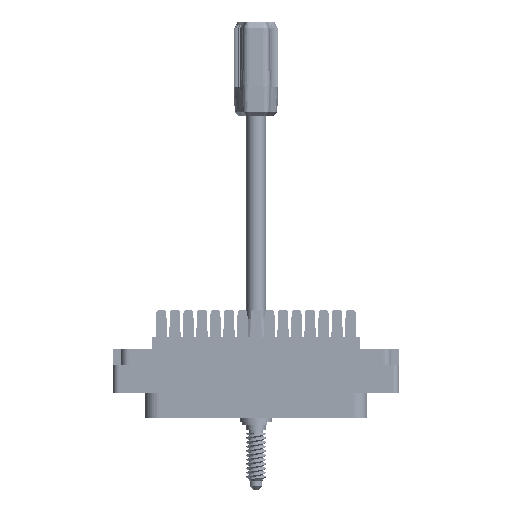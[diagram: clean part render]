
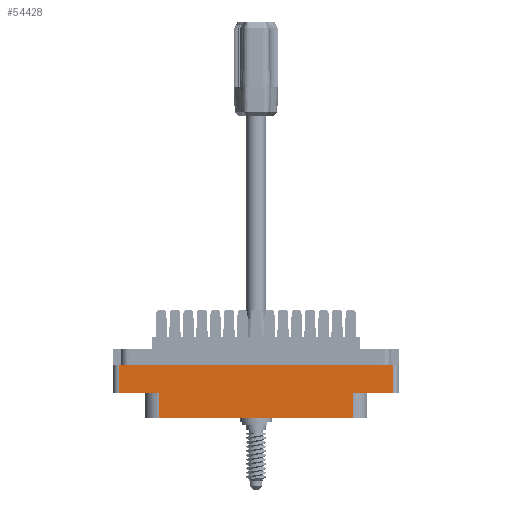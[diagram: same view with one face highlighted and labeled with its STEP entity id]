
A CAD part, front view. The second image highlights one B-rep face of the part: STEP entity #54428.
In plain terms, the highlighted planar face has unit normal (0, -1, 0).
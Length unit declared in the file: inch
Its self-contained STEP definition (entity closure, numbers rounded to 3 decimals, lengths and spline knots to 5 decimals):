
#762 = ORIENTED_EDGE ( 'NONE', *, *, #58108, .F. ) ;
#8253 = VERTEX_POINT ( 'NONE', #44253 ) ;
#11137 = LINE ( 'NONE', #18491, #31521 ) ;
#11769 = VERTEX_POINT ( 'NONE', #16709 ) ;
#13856 = VECTOR ( 'NONE', #85292, 39.37008 ) ;
#15242 = VECTOR ( 'NONE', #81572, 39.37008 ) ;
#16691 = ORIENTED_EDGE ( 'NONE', *, *, #19524, .T. ) ;
#16709 = CARTESIAN_POINT ( 'NONE',  ( -1.313, -0.7625, -0.274 ) ) ;
#18491 = CARTESIAN_POINT ( 'NONE',  ( -1.375, -0.7625, -0.78 ) ) ;
#19524 = EDGE_CURVE ( 'NONE', #24203, #40940, #70032, .T. ) ;
#19566 = CARTESIAN_POINT ( 'NONE',  ( -1.313, -0.7625, -0.54 ) ) ;
#24203 = VERTEX_POINT ( 'NONE', #19566 ) ;
#26104 = EDGE_CURVE ( 'NONE', #90946, #54564, #58126, .T. ) ;
#29561 = EDGE_CURVE ( 'NONE', #90946, #76803, #31132, .T. ) ;
#29913 = LINE ( 'NONE', #61810, #90051 ) ;
#30651 = EDGE_CURVE ( 'NONE', #93341, #76803, #51189, .T. ) ;
#31132 = LINE ( 'NONE', #63033, #35479 ) ;
#31521 = VECTOR ( 'NONE', #42539, 39.37008 ) ;
#31755 = AXIS2_PLACEMENT_3D ( 'NONE', #97793, #55426, #47582 ) ;
#35479 = VECTOR ( 'NONE', #94958, 39.37008 ) ;
#39958 = EDGE_CURVE ( 'NONE', #40940, #8253, #89414, .T. ) ;
#40940 = VERTEX_POINT ( 'NONE', #57611 ) ;
#42539 = DIRECTION ( 'NONE',  ( 1., 0., 0. ) ) ;
#43985 = DIRECTION ( 'NONE',  ( 0., 0., 1. ) ) ;
#44253 = CARTESIAN_POINT ( 'NONE',  ( -0.9315, -0.7625, -0.78 ) ) ;
#47410 = VECTOR ( 'NONE', #43985, 39.37008 ) ;
#47582 = DIRECTION ( 'NONE',  ( 0., 0., -1. ) ) ;
#49596 = CARTESIAN_POINT ( 'NONE',  ( 0.9315, -0.7625, -0.54 ) ) ;
#51189 = LINE ( 'NONE', #84188, #82411 ) ;
#54187 = ORIENTED_EDGE ( 'NONE', *, *, #65858, .T. ) ;
#54428 = ADVANCED_FACE ( 'NONE', ( #97277 ), #65877, .T. ) ;
#54564 = VERTEX_POINT ( 'NONE', #59034 ) ;
#54693 = EDGE_LOOP ( 'NONE', ( #762, #62098, #16691, #100389, #54187, #73446, #71103, #75913 ) ) ;
#55426 = DIRECTION ( 'NONE',  ( 0., -1., 0. ) ) ;
#55877 = DIRECTION ( 'NONE',  ( 1., 0., 0. ) ) ;
#57611 = CARTESIAN_POINT ( 'NONE',  ( -0.9315, -0.7625, -0.54 ) ) ;
#58108 = EDGE_CURVE ( 'NONE', #11769, #54564, #99951, .T. ) ;
#58126 = LINE ( 'NONE', #73877, #47410 ) ;
#59034 = CARTESIAN_POINT ( 'NONE',  ( 1.313, -0.7625, -0.274 ) ) ;
#61810 = CARTESIAN_POINT ( 'NONE',  ( -1.313, -0.7625, -0.78 ) ) ;
#62098 = ORIENTED_EDGE ( 'NONE', *, *, #83051, .T. ) ;
#63033 = CARTESIAN_POINT ( 'NONE',  ( 0., -0.7625, -0.54 ) ) ;
#65297 = VECTOR ( 'NONE', #55877, 39.37008 ) ;
#65858 = EDGE_CURVE ( 'NONE', #8253, #93341, #11137, .T. ) ;
#65877 = PLANE ( 'NONE',  #31755 ) ;
#66901 = CARTESIAN_POINT ( 'NONE',  ( -0.9315, -0.7625, -0.78 ) ) ;
#68556 = CARTESIAN_POINT ( 'NONE',  ( 0., -0.7625, -0.274 ) ) ;
#70032 = LINE ( 'NONE', #87306, #65297 ) ;
#70098 = CARTESIAN_POINT ( 'NONE',  ( 0.9315, -0.7625, -0.78 ) ) ;
#71103 = ORIENTED_EDGE ( 'NONE', *, *, #29561, .F. ) ;
#73446 = ORIENTED_EDGE ( 'NONE', *, *, #30651, .T. ) ;
#73877 = CARTESIAN_POINT ( 'NONE',  ( 1.313, -0.7625, -0.78 ) ) ;
#75913 = ORIENTED_EDGE ( 'NONE', *, *, #26104, .T. ) ;
#76803 = VERTEX_POINT ( 'NONE', #49596 ) ;
#81572 = DIRECTION ( 'NONE',  ( 0., 0., -1. ) ) ;
#82411 = VECTOR ( 'NONE', #98326, 39.37008 ) ;
#83051 = EDGE_CURVE ( 'NONE', #11769, #24203, #29913, .T. ) ;
#84188 = CARTESIAN_POINT ( 'NONE',  ( 0.9315, -0.7625, -0.54 ) ) ;
#85292 = DIRECTION ( 'NONE',  ( 1., 0., 0. ) ) ;
#86037 = CARTESIAN_POINT ( 'NONE',  ( 1.313, -0.7625, -0.54 ) ) ;
#87306 = CARTESIAN_POINT ( 'NONE',  ( 0., -0.7625, -0.54 ) ) ;
#89414 = LINE ( 'NONE', #66901, #15242 ) ;
#90051 = VECTOR ( 'NONE', #93740, 39.37008 ) ;
#90946 = VERTEX_POINT ( 'NONE', #86037 ) ;
#93341 = VERTEX_POINT ( 'NONE', #70098 ) ;
#93740 = DIRECTION ( 'NONE',  ( 0., 0., -1. ) ) ;
#94958 = DIRECTION ( 'NONE',  ( -1., 0., 0. ) ) ;
#97277 = FACE_OUTER_BOUND ( 'NONE', #54693, .T. ) ;
#97793 = CARTESIAN_POINT ( 'NONE',  ( -1.375, -0.7625, -0.78 ) ) ;
#98326 = DIRECTION ( 'NONE',  ( 0., 0., 1. ) ) ;
#99951 = LINE ( 'NONE', #68556, #13856 ) ;
#100389 = ORIENTED_EDGE ( 'NONE', *, *, #39958, .T. ) ;
